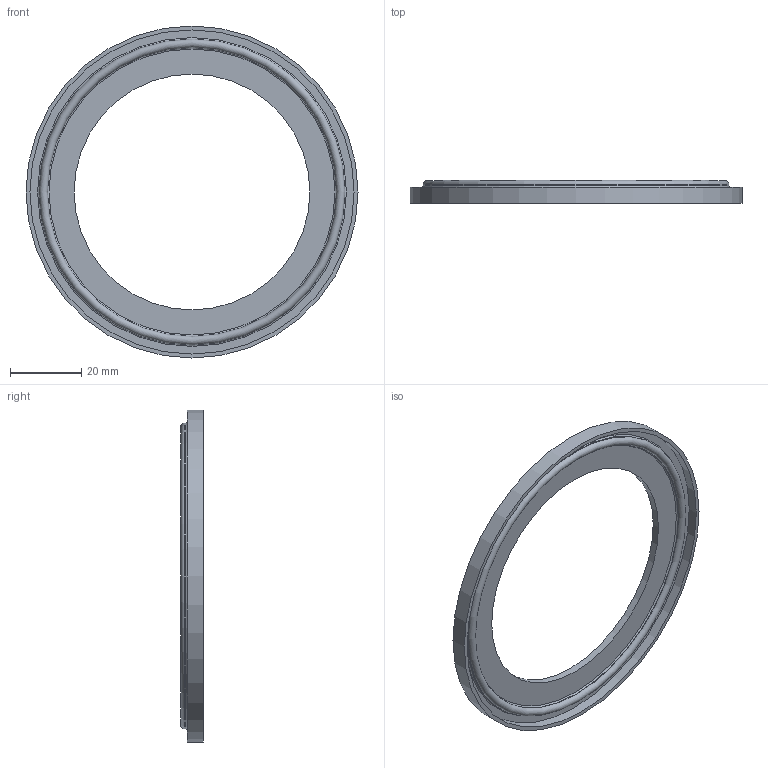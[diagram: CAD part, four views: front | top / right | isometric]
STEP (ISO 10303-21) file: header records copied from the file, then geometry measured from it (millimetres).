
FILE_DESCRIPTION(/* description */ ('GK_70x2_Fl91'),/* implementation_level */ '2;1');
FILE_NAME(/* name */ 'GK_70x2_Fl91.stp',/* time_stamp */ '2014-08-29T11:52:03+02:00',/* author */ ('DOCKWEILER AG'),/* organization */ ('DOCKWEILER AG'),/* preprocessor_version */ 'ST-DEVELOPER v15.6',/* originating_system */ 'Autodesk Inventor 2015',/* authorisation */ '');
FILE_SCHEMA (('CONFIG_CONTROL_DESIGN'));
Length unit declared in the file: millimetre
Products named in the file (1): N0005_004_002
Bounding box: 93.2 x 6.4 x 93.2 mm (x, y, z)
Volume: 9431.2 mm3; surface area: 10486.4 mm2
Topology: 1 solids, 1 shells, 18 faces, 31 edges, 18 vertices
Faces by surface type: cylinder 7, torus 6, plane 5
Full cylindrical faces by diameter (mm): 66.2 x1, 81.1 x2, 85.9 x2, 91 x1, 93.2 x1
Entity records: 392 total; most frequent: DIRECTION 74, CARTESIAN_POINT 55, AXIS2_PLACEMENT_3D 37, EDGE_LOOP 36, ORIENTED_EDGE 36, FACE_BOUND 18, FACE_OUTER_BOUND 18, CIRCLE 18
